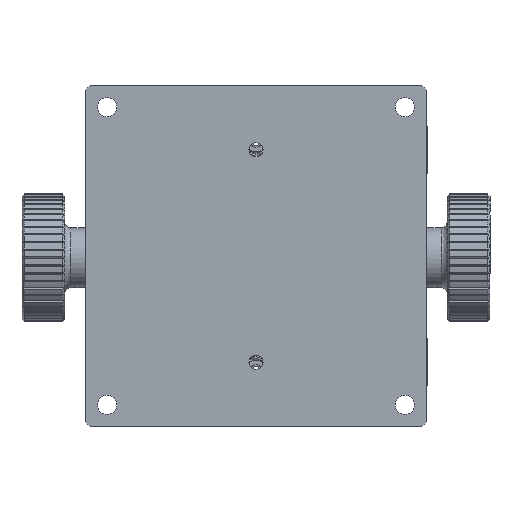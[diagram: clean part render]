
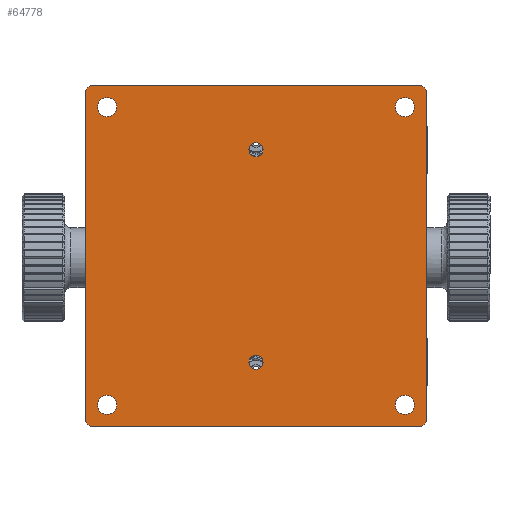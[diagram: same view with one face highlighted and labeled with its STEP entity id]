
A CAD part, front view. The second image highlights one B-rep face of the part: STEP entity #64778.
In plain terms, the highlighted planar face has unit normal (0, -1, 0).
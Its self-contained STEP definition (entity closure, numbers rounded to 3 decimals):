
#328 = CARTESIAN_POINT ( 'NONE',  ( -9., -6., 10. ) ) ;
#352 = ORIENTED_EDGE ( 'NONE', *, *, #29000, .T. ) ;
#5550 = ORIENTED_EDGE ( 'NONE', *, *, #105479, .T. ) ;
#6074 = CARTESIAN_POINT ( 'NONE',  ( 70., -6., -69. ) ) ;
#6500 = VERTEX_POINT ( 'NONE', #8971 ) ;
#8104 = EDGE_LOOP ( 'NONE', ( #40969, #36451, #109622, #75922, #32482, #122646, #151846, #352 ) ) ;
#8971 = CARTESIAN_POINT ( 'NONE',  ( 30., -6., -3.35 ) ) ;
#13703 = DIRECTION ( 'NONE',  ( 0., 0., 1. ) ) ;
#14710 = AXIS2_PLACEMENT_3D ( 'NONE', #149006, #160796, #96836 ) ;
#15561 = VECTOR ( 'NONE', #158335, 1000. ) ;
#16463 = CARTESIAN_POINT ( 'NONE',  ( 65., -6., 7.25 ) ) ;
#16667 = CARTESIAN_POINT ( 'NONE',  ( 65., -6., -65. ) ) ;
#18135 = CARTESIAN_POINT ( 'NONE',  ( 70., -6., 9. ) ) ;
#18696 = DIRECTION ( 'NONE',  ( 0., 0., 1. ) ) ;
#19508 = LINE ( 'NONE', #109487, #109659 ) ;
#22831 = DIRECTION ( 'NONE',  ( 0., -1., 0. ) ) ;
#24493 = FACE_BOUND ( 'NONE', #114610, .T. ) ;
#24756 = VERTEX_POINT ( 'NONE', #85991 ) ;
#25778 = CARTESIAN_POINT ( 'NONE',  ( 70., -6., 10. ) ) ;
#29000 = EDGE_CURVE ( 'NONE', #30584, #69514, #133357, .T. ) ;
#30584 = VERTEX_POINT ( 'NONE', #64470 ) ;
#31707 = CARTESIAN_POINT ( 'NONE',  ( 70., -6., -70. ) ) ;
#32482 = ORIENTED_EDGE ( 'NONE', *, *, #57510, .T. ) ;
#35187 = EDGE_CURVE ( 'NONE', #129512, #30584, #151177, .T. ) ;
#36451 = ORIENTED_EDGE ( 'NONE', *, *, #84464, .T. ) ;
#37012 = VERTEX_POINT ( 'NONE', #328 ) ;
#37114 = FACE_OUTER_BOUND ( 'NONE', #8104, .T. ) ;
#37610 = EDGE_CURVE ( 'NONE', #69514, #37012, #125126, .T. ) ;
#38346 = VERTEX_POINT ( 'NONE', #89657 ) ;
#38765 = CARTESIAN_POINT ( 'NONE',  ( 70., -6., 10. ) ) ;
#40726 = ORIENTED_EDGE ( 'NONE', *, *, #153723, .T. ) ;
#40776 = EDGE_LOOP ( 'NONE', ( #5550 ) ) ;
#40969 = ORIENTED_EDGE ( 'NONE', *, *, #37610, .T. ) ;
#43406 = VERTEX_POINT ( 'NONE', #147046 ) ;
#45810 = CIRCLE ( 'NONE', #48451, 2.25 ) ;
#46375 = DIRECTION ( 'NONE',  ( -0.707, 0., -0.707 ) ) ;
#48451 = AXIS2_PLACEMENT_3D ( 'NONE', #16667, #104135, #145364 ) ;
#49870 = LINE ( 'NONE', #88574, #131046 ) ;
#50179 = DIRECTION ( 'NONE',  ( 0., 0., 1. ) ) ;
#51564 = CIRCLE ( 'NONE', #129540, 1.65 ) ;
#54626 = EDGE_CURVE ( 'NONE', #83012, #83012, #144247, .T. ) ;
#55823 = VERTEX_POINT ( 'NONE', #90955 ) ;
#56504 = CARTESIAN_POINT ( 'NONE',  ( -10., -6., -69. ) ) ;
#57510 = EDGE_CURVE ( 'NONE', #24756, #43406, #161229, .T. ) ;
#57883 = ORIENTED_EDGE ( 'NONE', *, *, #54626, .T. ) ;
#58192 = CARTESIAN_POINT ( 'NONE',  ( -5., -6., -65. ) ) ;
#58344 = VECTOR ( 'NONE', #136796, 1000. ) ;
#60447 = DIRECTION ( 'NONE',  ( 0., 0., -1. ) ) ;
#60679 = FACE_BOUND ( 'NONE', #40776, .T. ) ;
#61013 = CARTESIAN_POINT ( 'NONE',  ( 69., -6., 10. ) ) ;
#61019 = VECTOR ( 'NONE', #60447, 1000. ) ;
#64305 = VECTOR ( 'NONE', #140228, 1000. ) ;
#64470 = CARTESIAN_POINT ( 'NONE',  ( 70., -6., 9. ) ) ;
#64602 = DIRECTION ( 'NONE',  ( 0., 0., 1. ) ) ;
#64778 = ADVANCED_FACE ( 'NONE', ( #37114, #87588, #24493, #111995, #152370, #86757, #60679 ), #138905, .T. ) ;
#69019 = AXIS2_PLACEMENT_3D ( 'NONE', #142470, #78511, #129843 ) ;
#69408 = DIRECTION ( 'NONE',  ( -0.707, 0., 0.707 ) ) ;
#69514 = VERTEX_POINT ( 'NONE', #61013 ) ;
#72233 = LINE ( 'NONE', #123562, #61019 ) ;
#74018 = EDGE_CURVE ( 'NONE', #111569, #111569, #111319, .T. ) ;
#74277 = DIRECTION ( 'NONE',  ( 0.707, 0., 0.707 ) ) ;
#74955 = DIRECTION ( 'NONE',  ( 0., 0., -1. ) ) ;
#75922 = ORIENTED_EDGE ( 'NONE', *, *, #93989, .T. ) ;
#78511 = DIRECTION ( 'NONE',  ( 0., 1., 0. ) ) ;
#78650 = AXIS2_PLACEMENT_3D ( 'NONE', #38765, #22831, #74955 ) ;
#80595 = ORIENTED_EDGE ( 'NONE', *, *, #142336, .T. ) ;
#81726 = LINE ( 'NONE', #56504, #15561 ) ;
#82590 = DIRECTION ( 'NONE',  ( 0., 1., 0. ) ) ;
#83012 = VERTEX_POINT ( 'NONE', #144518 ) ;
#84464 = EDGE_CURVE ( 'NONE', #37012, #133868, #19508, .T. ) ;
#85991 = CARTESIAN_POINT ( 'NONE',  ( -9., -6., -70. ) ) ;
#86757 = FACE_BOUND ( 'NONE', #158699, .T. ) ;
#87588 = FACE_BOUND ( 'NONE', #159716, .T. ) ;
#88574 = CARTESIAN_POINT ( 'NONE',  ( 69., -6., -70. ) ) ;
#89409 = DIRECTION ( 'NONE',  ( 0., 1., 0. ) ) ;
#89530 = CIRCLE ( 'NONE', #132519, 2.25 ) ;
#89657 = CARTESIAN_POINT ( 'NONE',  ( -5., -6., -62.75 ) ) ;
#90955 = CARTESIAN_POINT ( 'NONE',  ( -10., -6., -69. ) ) ;
#92681 = EDGE_CURVE ( 'NONE', #43406, #129512, #49870, .T. ) ;
#93989 = EDGE_CURVE ( 'NONE', #55823, #24756, #81726, .T. ) ;
#96836 = DIRECTION ( 'NONE',  ( 0., 0., 1. ) ) ;
#104135 = DIRECTION ( 'NONE',  ( 0., 1., 0. ) ) ;
#105479 = EDGE_CURVE ( 'NONE', #6500, #6500, #51564, .T. ) ;
#109487 = CARTESIAN_POINT ( 'NONE',  ( -9., -6., 10. ) ) ;
#109622 = ORIENTED_EDGE ( 'NONE', *, *, #166469, .T. ) ;
#109659 = VECTOR ( 'NONE', #46375, 1000. ) ;
#111319 = CIRCLE ( 'NONE', #14710, 1.65 ) ;
#111478 = CIRCLE ( 'NONE', #141031, 2.25 ) ;
#111569 = VERTEX_POINT ( 'NONE', #135168 ) ;
#111995 = FACE_BOUND ( 'NONE', #138172, .T. ) ;
#113330 = CARTESIAN_POINT ( 'NONE',  ( 70., -6., 10. ) ) ;
#113820 = CARTESIAN_POINT ( 'NONE',  ( 65., -6., 5. ) ) ;
#114610 = EDGE_LOOP ( 'NONE', ( #147335 ) ) ;
#118602 = VECTOR ( 'NONE', #50179, 1000. ) ;
#120526 = CARTESIAN_POINT ( 'NONE',  ( -10., -6., 9. ) ) ;
#122646 = ORIENTED_EDGE ( 'NONE', *, *, #92681, .T. ) ;
#123562 = CARTESIAN_POINT ( 'NONE',  ( -10., -6., 10. ) ) ;
#123934 = ORIENTED_EDGE ( 'NONE', *, *, #74018, .T. ) ;
#125126 = LINE ( 'NONE', #113330, #64305 ) ;
#127520 = CARTESIAN_POINT ( 'NONE',  ( 65., -6., -62.75 ) ) ;
#128554 = CARTESIAN_POINT ( 'NONE',  ( 30., -6., -5. ) ) ;
#129512 = VERTEX_POINT ( 'NONE', #6074 ) ;
#129540 = AXIS2_PLACEMENT_3D ( 'NONE', #128554, #154635, #64602 ) ;
#129843 = DIRECTION ( 'NONE',  ( 0., 0., 1. ) ) ;
#131046 = VECTOR ( 'NONE', #74277, 1000. ) ;
#132256 = EDGE_CURVE ( 'NONE', #154435, #154435, #45810, .T. ) ;
#132519 = AXIS2_PLACEMENT_3D ( 'NONE', #58192, #82590, #18696 ) ;
#133337 = VERTEX_POINT ( 'NONE', #16463 ) ;
#133357 = LINE ( 'NONE', #18135, #157299 ) ;
#133868 = VERTEX_POINT ( 'NONE', #120526 ) ;
#135168 = CARTESIAN_POINT ( 'NONE',  ( 30., -6., -53.35 ) ) ;
#136796 = DIRECTION ( 'NONE',  ( 1., 0., 0. ) ) ;
#138172 = EDGE_LOOP ( 'NONE', ( #80595 ) ) ;
#138905 = PLANE ( 'NONE',  #78650 ) ;
#140228 = DIRECTION ( 'NONE',  ( -1., 0., 0. ) ) ;
#141031 = AXIS2_PLACEMENT_3D ( 'NONE', #113820, #89409, #13703 ) ;
#142336 = EDGE_CURVE ( 'NONE', #38346, #38346, #89530, .T. ) ;
#142470 = CARTESIAN_POINT ( 'NONE',  ( -5., -6., 5. ) ) ;
#144247 = CIRCLE ( 'NONE', #69019, 2.25 ) ;
#144518 = CARTESIAN_POINT ( 'NONE',  ( -5., -6., 7.25 ) ) ;
#145364 = DIRECTION ( 'NONE',  ( 0., 0., 1. ) ) ;
#147046 = CARTESIAN_POINT ( 'NONE',  ( 69., -6., -70. ) ) ;
#147335 = ORIENTED_EDGE ( 'NONE', *, *, #132256, .T. ) ;
#149006 = CARTESIAN_POINT ( 'NONE',  ( 30., -6., -55. ) ) ;
#151177 = LINE ( 'NONE', #25778, #118602 ) ;
#151846 = ORIENTED_EDGE ( 'NONE', *, *, #35187, .T. ) ;
#152370 = FACE_BOUND ( 'NONE', #162601, .T. ) ;
#153723 = EDGE_CURVE ( 'NONE', #133337, #133337, #111478, .T. ) ;
#154435 = VERTEX_POINT ( 'NONE', #127520 ) ;
#154635 = DIRECTION ( 'NONE',  ( 0., 1., 0. ) ) ;
#157299 = VECTOR ( 'NONE', #69408, 1000. ) ;
#158335 = DIRECTION ( 'NONE',  ( 0.707, 0., -0.707 ) ) ;
#158699 = EDGE_LOOP ( 'NONE', ( #123934 ) ) ;
#159716 = EDGE_LOOP ( 'NONE', ( #40726 ) ) ;
#160796 = DIRECTION ( 'NONE',  ( 0., 1., 0. ) ) ;
#161229 = LINE ( 'NONE', #31707, #58344 ) ;
#162601 = EDGE_LOOP ( 'NONE', ( #57883 ) ) ;
#166469 = EDGE_CURVE ( 'NONE', #133868, #55823, #72233, .T. ) ;
